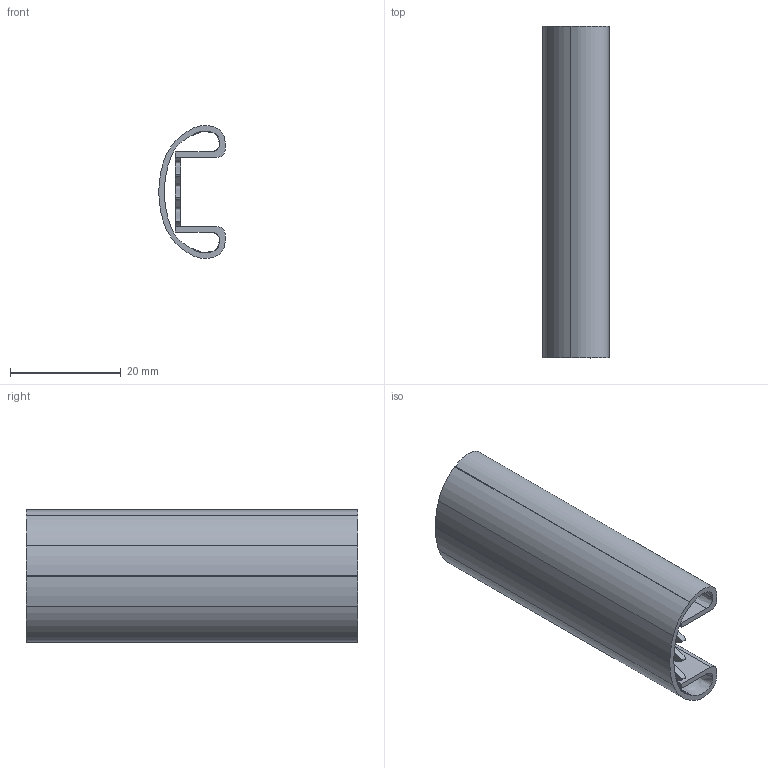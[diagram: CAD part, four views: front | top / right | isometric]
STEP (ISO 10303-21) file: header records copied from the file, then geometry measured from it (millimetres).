
FILE_DESCRIPTION(/* description */ (''),/* implementation_level */ '2;1');
FILE_NAME(/* name */ 'pGuide-1.stp',/* time_stamp */ '2020-05-01T20:37:12+02:00',/* author */ ('niels'),/* organization */ (''),/* preprocessor_version */ 'ST-DEVELOPER v18',/* originating_system */ 'Autodesk Inventor 2020',/* authorisation */ '');
FILE_SCHEMA (('AUTOMOTIVE_DESIGN { 1 0 10303 214 3 1 1 }'));
Length unit declared in the file: millimetre
Products named in the file (1): pGuide-1
Bounding box: 12 x 60 x 24.03 mm (x, y, z)
Volume: 3819.3 mm3; surface area: 8242.4 mm2
Topology: 1 solids, 1 shells, 79 faces, 258 edges, 172 vertices
Faces by surface type: bspline 42, plane 23, cylinder 14
Entity records: 6293 total; most frequent: CARTESIAN_POINT 4260, ORIENTED_EDGE 516, DIRECTION 260, EDGE_CURVE 258, VERTEX_POINT 172, LINE 128, VECTOR 128, B_SPLINE_CURVE_WITH_KNOTS 102
